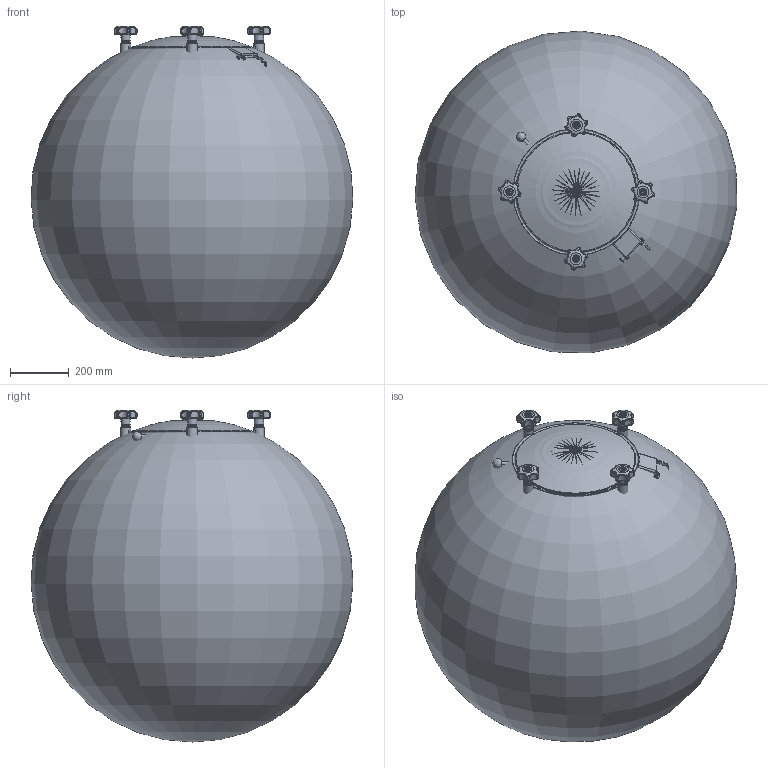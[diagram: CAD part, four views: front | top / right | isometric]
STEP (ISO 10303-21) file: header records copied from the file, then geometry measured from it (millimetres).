
FILE_DESCRIPTION(/* description */ ('Unknown'),/* implementation_level */ '2;1');
FILE_NAME(/* name */ 'MOD 400L rev 01',/* time_stamp */ '2016-07-04T11:21:14+02:00',/* author */ ('Unknown'),/* organization */ ('Unknown'),/* preprocessor_version */ 'ST-DEVELOPER v16',/* originating_system */ 'DEX',/* authorisation */ $);
FILE_SCHEMA (('AUTOMOTIVE_DESIGN {1 0 10303 214 3 1 1}'));
Length unit declared in the file: millimetre
Products named in the file (24): MOD 400L rev 01; 7TA9320 rev 0; 8AL21 rev 0; 81116 rev 01; 82031 rev 01; 7CA9320 rev 0; 73101 rev 01; 8A411 rev 01; 8AS131 rev 01; 82020 rev 01; 97258; 95421; 93009 rev 02; 9625 assieme; 91007 rev 05; 97205 rev 0; 94170 c_rond; 94170 rev 0; 94170_1 rev 0; 97057; 93017 rev 02; 97239 rev 0; 97321
Assembly tree (45 placements, depth 4):
  MOD 400L rev 01
    7TA9320 rev 0
      8AL21 rev 0
      81116 rev 01  x4
      82031 rev 01
    7CA9320 rev 0
      73101 rev 01
        8A411 rev 01
        8AS131 rev 01
      82020 rev 01
      97258
    95421  x5
    93009 rev 02  x4
    9625 assieme
    91007 rev 05  x4
    97205 rev 0  x4
    94170 c_rond  x4
      94170 rev 0
        94170 rev 0
        94170_1 rev 0
      97057
    93017 rev 02
    97239 rev 0
    97321  x4
Bounding box: 1097.48 x 1097.48 x 1131.97 mm (x, y, z)
Volume: 16837908.3 mm3; surface area: 8702346.2 mm2
Topology: 46 solids, 46 shells, 12896 faces, 24549 edges, 11640 vertices
Faces by surface type: plane 6539, cone 5275, cylinder 498, bspline 376, torus 182, sphere 26
Full cylindrical faces by diameter (mm): 8.376 x1, 10 x7, 10.5 x1, 11.835 x4, 12 x10, 12.5 x12, 13 x2, 14 x12, 14.5 x4, 16 x2, 16.5 x8, 17 x4, 17.5 x4, 18 x4, 18.3 x4, 18.5 x8, 18.6 x4, 19 x4, 20 x4, 20.2 x1, 21.7 x4, 22 x8, 25 x8, 25.8 x4, 30 x4, 35 x4, 400 x1, 402 x1, 406 x3, 409.6 x1
Entity records: 105047 total; most frequent: CARTESIAN_POINT 24519, ORIENTED_EDGE 12416, DIRECTION 12014, EDGE_CURVE 6208, AXIS2_PLACEMENT_3D 5343, FACE_BOUND 3473, EDGE_LOOP 3469, ADVANCED_FACE 3324
